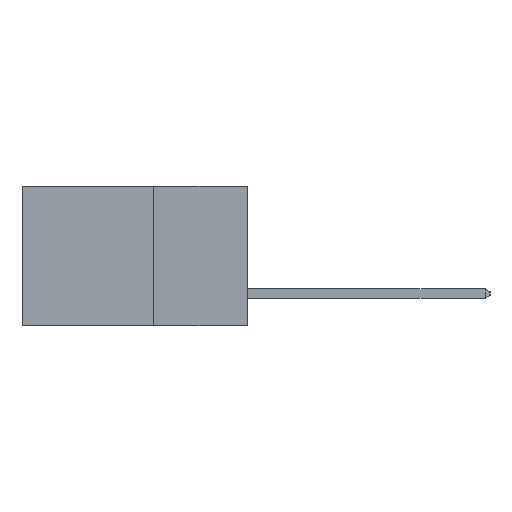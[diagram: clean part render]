
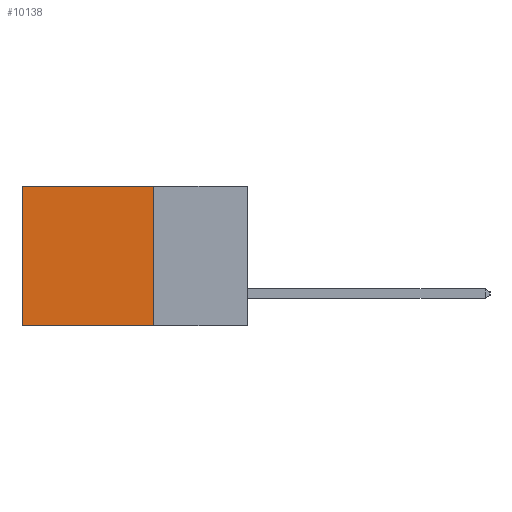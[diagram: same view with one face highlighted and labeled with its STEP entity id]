
A CAD part, left-side view. The second image highlights one B-rep face of the part: STEP entity #10138.
In plain terms, the highlighted planar face has unit normal (-1, 0, 0).
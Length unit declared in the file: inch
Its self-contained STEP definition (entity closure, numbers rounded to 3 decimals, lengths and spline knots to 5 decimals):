
#91 = DIRECTION ( 'NONE',  ( 0., 0., -1. ) ) ;
#328 = CARTESIAN_POINT ( 'NONE',  ( 0.298, 0.25, 0. ) ) ;
#1378 = DIRECTION ( 'NONE',  ( 0., 0., -1. ) ) ;
#1452 = DIRECTION ( 'NONE',  ( 0., 1., 0. ) ) ;
#1471 = LINE ( 'NONE', #7947, #11705 ) ;
#1683 = EDGE_LOOP ( 'NONE', ( #10412, #9308, #6335, #8713 ) ) ;
#1998 = CARTESIAN_POINT ( 'NONE',  ( 0.298, 0.25, 0. ) ) ;
#2397 = DIRECTION ( 'NONE',  ( 0., 0., -1. ) ) ;
#2795 = EDGE_CURVE ( 'NONE', #11569, #5569, #4575, .T. ) ;
#2827 = CARTESIAN_POINT ( 'NONE',  ( 0.298, 0.25, -0.37 ) ) ;
#3379 = CARTESIAN_POINT ( 'NONE',  ( 0.298, 0.25, -0.37 ) ) ;
#4575 = LINE ( 'NONE', #1998, #4869 ) ;
#4869 = VECTOR ( 'NONE', #2397, 39.37008 ) ;
#4932 = CARTESIAN_POINT ( 'NONE',  ( 0.298, 0.25, 0. ) ) ;
#5297 = CARTESIAN_POINT ( 'NONE',  ( 0.298, 0.6, -0.37 ) ) ;
#5409 = VECTOR ( 'NONE', #1452, 39.37008 ) ;
#5569 = VERTEX_POINT ( 'NONE', #2827 ) ;
#5606 = FACE_OUTER_BOUND ( 'NONE', #1683, .T. ) ;
#5693 = LINE ( 'NONE', #3379, #5409 ) ;
#5839 = EDGE_CURVE ( 'NONE', #11569, #9357, #8148, .T. ) ;
#5845 = DIRECTION ( 'NONE',  ( 1., 0., 0. ) ) ;
#6335 = ORIENTED_EDGE ( 'NONE', *, *, #2795, .F. ) ;
#6950 = DIRECTION ( 'NONE',  ( 0., 1., 0. ) ) ;
#7085 = EDGE_CURVE ( 'NONE', #5569, #8381, #5693, .T. ) ;
#7134 = CARTESIAN_POINT ( 'NONE',  ( 0.298, 0.25, 0. ) ) ;
#7947 = CARTESIAN_POINT ( 'NONE',  ( 0.298, 0.6, 0. ) ) ;
#7962 = AXIS2_PLACEMENT_3D ( 'NONE', #4932, #5845, #91 ) ;
#8148 = LINE ( 'NONE', #328, #10927 ) ;
#8334 = EDGE_CURVE ( 'NONE', #9357, #8381, #1471, .T. ) ;
#8381 = VERTEX_POINT ( 'NONE', #5297 ) ;
#8468 = CARTESIAN_POINT ( 'NONE',  ( 0.298, 0.6, 0. ) ) ;
#8713 = ORIENTED_EDGE ( 'NONE', *, *, #5839, .T. ) ;
#9308 = ORIENTED_EDGE ( 'NONE', *, *, #7085, .F. ) ;
#9357 = VERTEX_POINT ( 'NONE', #8468 ) ;
#9534 = PLANE ( 'NONE',  #7962 ) ;
#10138 = ADVANCED_FACE ( 'NONE', ( #5606 ), #9534, .F. ) ;
#10412 = ORIENTED_EDGE ( 'NONE', *, *, #8334, .T. ) ;
#10927 = VECTOR ( 'NONE', #6950, 39.37008 ) ;
#11569 = VERTEX_POINT ( 'NONE', #7134 ) ;
#11705 = VECTOR ( 'NONE', #1378, 39.37008 ) ;
